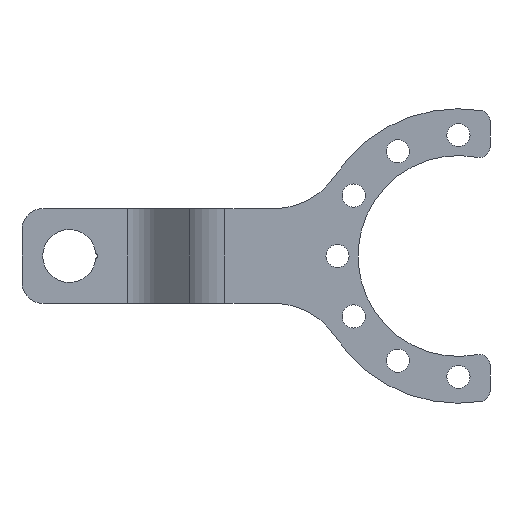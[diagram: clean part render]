
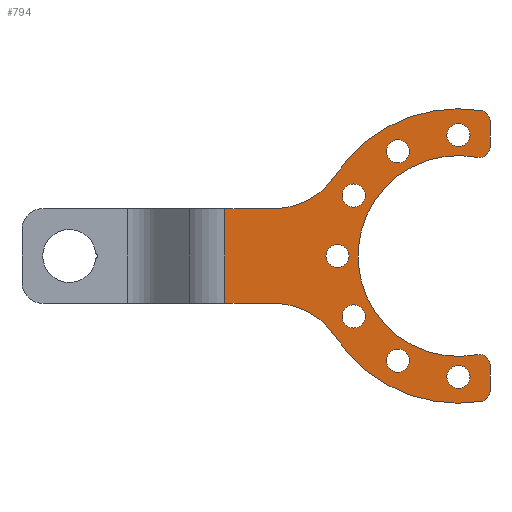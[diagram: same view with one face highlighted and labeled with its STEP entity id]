
A CAD part, left-side view. The second image highlights one B-rep face of the part: STEP entity #794.
In plain terms, the highlighted planar face has unit normal (-1, 0, 0).
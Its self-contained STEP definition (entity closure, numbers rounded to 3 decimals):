
#15=CARTESIAN_POINT('',(0.,0.,57.5));
#16=DIRECTION('',(-1.,0.,0.));
#17=DIRECTION('',(0.,-1.,0.));
#18=AXIS2_PLACEMENT_3D('',#15,#16,#17);
#20=CARTESIAN_POINT('',(0.,0.,57.5));
#21=DIRECTION('',(-1.,0.,0.));
#22=DIRECTION('',(0.,1.,0.));
#23=AXIS2_PLACEMENT_3D('',#20,#21,#22);
#25=CARTESIAN_POINT('',(0.,28.75,49.796));
#26=DIRECTION('',(-1.,0.,0.));
#27=DIRECTION('',(0.,-1.,0.));
#28=AXIS2_PLACEMENT_3D('',#25,#26,#27);
#30=CARTESIAN_POINT('',(0.,28.75,49.796));
#31=DIRECTION('',(-1.,0.,0.));
#32=DIRECTION('',(0.,1.,0.));
#33=AXIS2_PLACEMENT_3D('',#30,#31,#32);
#35=CARTESIAN_POINT('',(0.,49.796,28.75));
#36=DIRECTION('',(-1.,0.,0.));
#37=DIRECTION('',(0.,-1.,0.));
#38=AXIS2_PLACEMENT_3D('',#35,#36,#37);
#40=CARTESIAN_POINT('',(0.,49.796,28.75));
#41=DIRECTION('',(-1.,0.,0.));
#42=DIRECTION('',(0.,1.,0.));
#43=AXIS2_PLACEMENT_3D('',#40,#41,#42);
#45=CARTESIAN_POINT('',(0.,57.5,0.));
#46=DIRECTION('',(-1.,0.,0.));
#47=DIRECTION('',(0.,-1.,0.));
#48=AXIS2_PLACEMENT_3D('',#45,#46,#47);
#50=CARTESIAN_POINT('',(0.,57.5,0.));
#51=DIRECTION('',(-1.,0.,0.));
#52=DIRECTION('',(0.,1.,0.));
#53=AXIS2_PLACEMENT_3D('',#50,#51,#52);
#55=CARTESIAN_POINT('',(0.,49.796,-28.75));
#56=DIRECTION('',(-1.,0.,0.));
#57=DIRECTION('',(0.,-1.,0.));
#58=AXIS2_PLACEMENT_3D('',#55,#56,#57);
#60=CARTESIAN_POINT('',(0.,49.796,-28.75));
#61=DIRECTION('',(-1.,0.,0.));
#62=DIRECTION('',(0.,1.,0.));
#63=AXIS2_PLACEMENT_3D('',#60,#61,#62);
#65=CARTESIAN_POINT('',(0.,28.75,-49.796));
#66=DIRECTION('',(-1.,0.,0.));
#67=DIRECTION('',(0.,-1.,0.));
#68=AXIS2_PLACEMENT_3D('',#65,#66,#67);
#70=CARTESIAN_POINT('',(0.,28.75,-49.796));
#71=DIRECTION('',(-1.,0.,0.));
#72=DIRECTION('',(0.,1.,0.));
#73=AXIS2_PLACEMENT_3D('',#70,#71,#72);
#75=CARTESIAN_POINT('',(0.,0.,-57.5));
#76=DIRECTION('',(-1.,0.,0.));
#77=DIRECTION('',(0.,-1.,0.));
#78=AXIS2_PLACEMENT_3D('',#75,#76,#77);
#80=CARTESIAN_POINT('',(0.,0.,-57.5));
#81=DIRECTION('',(-1.,0.,0.));
#82=DIRECTION('',(0.,1.,0.));
#83=AXIS2_PLACEMENT_3D('',#80,#81,#82);
#85=CARTESIAN_POINT('',(0.,-10.,64.226));
#86=DIRECTION('',(-1.,0.,0.));
#87=DIRECTION('',(0.,-1.,0.));
#88=AXIS2_PLACEMENT_3D('',#85,#86,#87);
#90=DIRECTION('',(0.,0.,1.));
#91=VECTOR('',#90,12.433);
#92=CARTESIAN_POINT('',(0.,-15.,51.793));
#93=LINE('1195',#92,#91);
#94=CARTESIAN_POINT('',(0.,-10.,51.793));
#95=DIRECTION('',(-1.,0.,0.));
#96=DIRECTION('',(0.,0.19,-0.982));
#97=AXIS2_PLACEMENT_3D('',#94,#95,#96);
#99=CARTESIAN_POINT('',(0.,0.,0.));
#100=DIRECTION('',(1.,0.,0.));
#101=DIRECTION('',(0.,-0.19,-0.982));
#102=AXIS2_PLACEMENT_3D('',#99,#100,#101);
#104=CARTESIAN_POINT('',(0.,-10.,-51.793));
#105=DIRECTION('',(-1.,0.,0.));
#106=DIRECTION('',(0.,-1.,0.));
#107=AXIS2_PLACEMENT_3D('',#104,#105,#106);
#109=DIRECTION('',(0.,0.,1.));
#110=VECTOR('',#109,12.433);
#111=CARTESIAN_POINT('',(0.,-15.,-64.226));
#112=LINE('1193',#111,#110);
#113=CARTESIAN_POINT('',(0.,-10.,-64.226));
#114=DIRECTION('',(-1.,0.,0.));
#115=DIRECTION('',(0.,-0.154,-0.988));
#116=AXIS2_PLACEMENT_3D('',#113,#114,#115);
#118=DIRECTION('',(0.,0.,-1.));
#119=VECTOR('',#118,45.);
#120=CARTESIAN_POINT('',(0.,111.059,22.5));
#121=LINE('1324',#120,#119);
#313=CARTESIAN_POINT('',(0.,0.,0.));
#314=DIRECTION('',(-1.,0.,0.));
#315=DIRECTION('',(0.,-0.154,0.988));
#316=AXIS2_PLACEMENT_3D('',#313,#314,#315);
#340=CARTESIAN_POINT('',(0.,0.,0.));
#341=DIRECTION('',(-1.,0.,0.));
#342=DIRECTION('',(0.,0.837,-0.548));
#343=AXIS2_PLACEMENT_3D('',#340,#341,#342);
#345=CARTESIAN_POINT('',(0.,87.856,57.5));
#346=DIRECTION('',(1.,0.,0.));
#347=DIRECTION('',(0.,-0.837,-0.548));
#348=AXIS2_PLACEMENT_3D('',#345,#346,#347);
#380=DIRECTION('',(0.,-1.,0.));
#381=VECTOR('',#380,23.202);
#382=CARTESIAN_POINT('',(0.,111.059,22.5));
#383=LINE('427',#382,#381);
#486=DIRECTION('',(0.,-1.,0.));
#487=VECTOR('',#486,23.202);
#488=CARTESIAN_POINT('',(0.,111.059,-22.5));
#489=LINE('426',#488,#487);
#534=CARTESIAN_POINT('',(0.,87.856,-57.5));
#535=DIRECTION('',(1.,0.,0.));
#536=DIRECTION('',(0.,0.,1.));
#537=AXIS2_PLACEMENT_3D('',#534,#535,#536);
#557=CARTESIAN_POINT('',(0.,58.571,38.333));
#559=VERTEX_POINT('',#557);
#561=CARTESIAN_POINT('',(0.,87.856,22.5));
#563=VERTEX_POINT('',#561);
#566=CARTESIAN_POINT('',(0.,58.571,-38.333));
#568=VERTEX_POINT('',#566);
#570=CARTESIAN_POINT('',(0.,87.856,-22.5));
#572=VERTEX_POINT('',#570);
#589=CARTESIAN_POINT('',(0.,111.059,-22.5));
#590=VERTEX_POINT('',#589);
#591=CARTESIAN_POINT('',(0.,111.059,22.5));
#592=VERTEX_POINT('',#591);
#593=CARTESIAN_POINT('',(0.,-5.5,57.5));
#594=CARTESIAN_POINT('',(0.,5.5,57.5));
#595=VERTEX_POINT('',#593);
#596=VERTEX_POINT('',#594);
#601=CARTESIAN_POINT('',(0.,23.25,49.796));
#602=CARTESIAN_POINT('',(0.,34.25,49.796));
#603=VERTEX_POINT('',#601);
#604=VERTEX_POINT('',#602);
#609=CARTESIAN_POINT('',(0.,44.296,28.75));
#610=CARTESIAN_POINT('',(0.,55.296,28.75));
#611=VERTEX_POINT('',#609);
#612=VERTEX_POINT('',#610);
#617=CARTESIAN_POINT('',(0.,52.,0.));
#618=CARTESIAN_POINT('',(0.,63.,0.));
#619=VERTEX_POINT('',#617);
#620=VERTEX_POINT('',#618);
#625=CARTESIAN_POINT('',(0.,44.296,-28.75));
#626=CARTESIAN_POINT('',(0.,55.296,-28.75));
#627=VERTEX_POINT('',#625);
#628=VERTEX_POINT('',#626);
#633=CARTESIAN_POINT('',(0.,23.25,-49.796));
#634=CARTESIAN_POINT('',(0.,34.25,-49.796));
#635=VERTEX_POINT('',#633);
#636=VERTEX_POINT('',#634);
#641=CARTESIAN_POINT('',(0.,-5.5,-57.5));
#642=CARTESIAN_POINT('',(0.,5.5,-57.5));
#643=VERTEX_POINT('',#641);
#644=VERTEX_POINT('',#642);
#681=CARTESIAN_POINT('',(0.,-15.,64.226));
#682=VERTEX_POINT('',#681);
#683=CARTESIAN_POINT('',(0.,-10.769,69.167));
#684=VERTEX_POINT('',#683);
#689=CARTESIAN_POINT('',(0.,-9.052,46.884));
#690=VERTEX_POINT('',#689);
#691=CARTESIAN_POINT('',(0.,-15.,51.793));
#692=VERTEX_POINT('',#691);
#697=CARTESIAN_POINT('',(0.,-15.,-51.793));
#698=VERTEX_POINT('',#697);
#699=CARTESIAN_POINT('',(0.,-9.052,-46.884));
#700=VERTEX_POINT('',#699);
#701=CARTESIAN_POINT('',(0.,-10.769,-69.167));
#702=CARTESIAN_POINT('',(0.,-15.,-64.226));
#703=VERTEX_POINT('',#701);
#704=VERTEX_POINT('',#702);
#717=CARTESIAN_POINT('',(0.,0.,0.));
#718=DIRECTION('',(1.,0.,0.));
#719=DIRECTION('',(0.,0.,-1.));
#720=AXIS2_PLACEMENT_3D('',#717,#718,#719);
#721=PLANE('46',#720);
#723=ORIENTED_EDGE('1179',*,*,#722,.F.);
#725=ORIENTED_EDGE('1195',*,*,#724,.F.);
#727=ORIENTED_EDGE('1183',*,*,#726,.F.);
#729=ORIENTED_EDGE('1194',*,*,#728,.F.);
#731=ORIENTED_EDGE('1187',*,*,#730,.F.);
#733=ORIENTED_EDGE('1193',*,*,#732,.F.);
#735=ORIENTED_EDGE('1189',*,*,#734,.F.);
#737=ORIENTED_EDGE('1201',*,*,#736,.F.);
#739=ORIENTED_EDGE('272',*,*,#738,.F.);
#741=ORIENTED_EDGE('426',*,*,#740,.F.);
#743=ORIENTED_EDGE('1324',*,*,#742,.F.);
#745=ORIENTED_EDGE('427',*,*,#744,.T.);
#747=ORIENTED_EDGE('269',*,*,#746,.F.);
#749=ORIENTED_EDGE('1202',*,*,#748,.F.);
#750=EDGE_LOOP('46',(#723,#725,#727,#729,#731,#733,#735,#737,#739,#741,#743,
#745,#747,#749));
#751=FACE_OUTER_BOUND('46',#750,.F.);
#753=ORIENTED_EDGE('547',*,*,#752,.T.);
#755=ORIENTED_EDGE('548',*,*,#754,.T.);
#756=EDGE_LOOP('46',(#753,#755));
#757=FACE_BOUND('46',#756,.F.);
#759=ORIENTED_EDGE('574',*,*,#758,.T.);
#761=ORIENTED_EDGE('575',*,*,#760,.T.);
#762=EDGE_LOOP('46',(#759,#761));
#763=FACE_BOUND('46',#762,.F.);
#765=ORIENTED_EDGE('601',*,*,#764,.T.);
#767=ORIENTED_EDGE('602',*,*,#766,.T.);
#768=EDGE_LOOP('46',(#765,#767));
#769=FACE_BOUND('46',#768,.F.);
#771=ORIENTED_EDGE('628',*,*,#770,.T.);
#773=ORIENTED_EDGE('629',*,*,#772,.T.);
#774=EDGE_LOOP('46',(#771,#773));
#775=FACE_BOUND('46',#774,.F.);
#777=ORIENTED_EDGE('655',*,*,#776,.T.);
#779=ORIENTED_EDGE('656',*,*,#778,.T.);
#780=EDGE_LOOP('46',(#777,#779));
#781=FACE_BOUND('46',#780,.F.);
#783=ORIENTED_EDGE('682',*,*,#782,.T.);
#785=ORIENTED_EDGE('683',*,*,#784,.T.);
#786=EDGE_LOOP('46',(#783,#785));
#787=FACE_BOUND('46',#786,.F.);
#789=ORIENTED_EDGE('513',*,*,#788,.T.);
#791=ORIENTED_EDGE('514',*,*,#790,.T.);
#792=EDGE_LOOP('46',(#789,#791));
#793=FACE_BOUND('46',#792,.F.);
#19=CIRCLE('513',#18,5.5);
#24=CIRCLE('514',#23,5.5);
#29=CIRCLE('547',#28,5.5);
#34=CIRCLE('548',#33,5.5);
#39=CIRCLE('574',#38,5.5);
#44=CIRCLE('575',#43,5.5);
#49=CIRCLE('601',#48,5.5);
#54=CIRCLE('602',#53,5.5);
#59=CIRCLE('628',#58,5.5);
#64=CIRCLE('629',#63,5.5);
#69=CIRCLE('655',#68,5.5);
#74=CIRCLE('656',#73,5.5);
#79=CIRCLE('682',#78,5.5);
#84=CIRCLE('683',#83,5.5);
#89=CIRCLE('1179',#88,5.);
#98=CIRCLE('1183',#97,5.);
#103=CIRCLE('1194',#102,47.75);
#108=CIRCLE('1187',#107,5.);
#117=CIRCLE('1189',#116,5.);
#317=CIRCLE('1202',#316,70.);
#344=CIRCLE('1201',#343,70.);
#349=CIRCLE('269',#348,35.);
#538=CIRCLE('272',#537,35.);
#722=EDGE_CURVE('1179',#682,#684,#89,.T.);
#724=EDGE_CURVE('1195',#692,#682,#93,.T.);
#726=EDGE_CURVE('1183',#690,#692,#98,.T.);
#728=EDGE_CURVE('1194',#700,#690,#103,.T.);
#730=EDGE_CURVE('1187',#698,#700,#108,.T.);
#732=EDGE_CURVE('1193',#704,#698,#112,.T.);
#734=EDGE_CURVE('1189',#703,#704,#117,.T.);
#736=EDGE_CURVE('1201',#568,#703,#344,.T.);
#738=EDGE_CURVE('272',#572,#568,#538,.T.);
#740=EDGE_CURVE('426',#590,#572,#489,.T.);
#742=EDGE_CURVE('1324',#592,#590,#121,.T.);
#744=EDGE_CURVE('427',#592,#563,#383,.T.);
#746=EDGE_CURVE('269',#559,#563,#349,.T.);
#748=EDGE_CURVE('1202',#684,#559,#317,.T.);
#752=EDGE_CURVE('547',#603,#604,#29,.T.);
#754=EDGE_CURVE('548',#604,#603,#34,.T.);
#758=EDGE_CURVE('574',#611,#612,#39,.T.);
#760=EDGE_CURVE('575',#612,#611,#44,.T.);
#764=EDGE_CURVE('601',#619,#620,#49,.T.);
#766=EDGE_CURVE('602',#620,#619,#54,.T.);
#770=EDGE_CURVE('628',#627,#628,#59,.T.);
#772=EDGE_CURVE('629',#628,#627,#64,.T.);
#776=EDGE_CURVE('655',#635,#636,#69,.T.);
#778=EDGE_CURVE('656',#636,#635,#74,.T.);
#782=EDGE_CURVE('682',#643,#644,#79,.T.);
#784=EDGE_CURVE('683',#644,#643,#84,.T.);
#788=EDGE_CURVE('513',#595,#596,#19,.T.);
#790=EDGE_CURVE('514',#596,#595,#24,.T.);
#794=ADVANCED_FACE('46',(#751,#757,#763,#769,#775,#781,#787,#793),#721,.F.);
